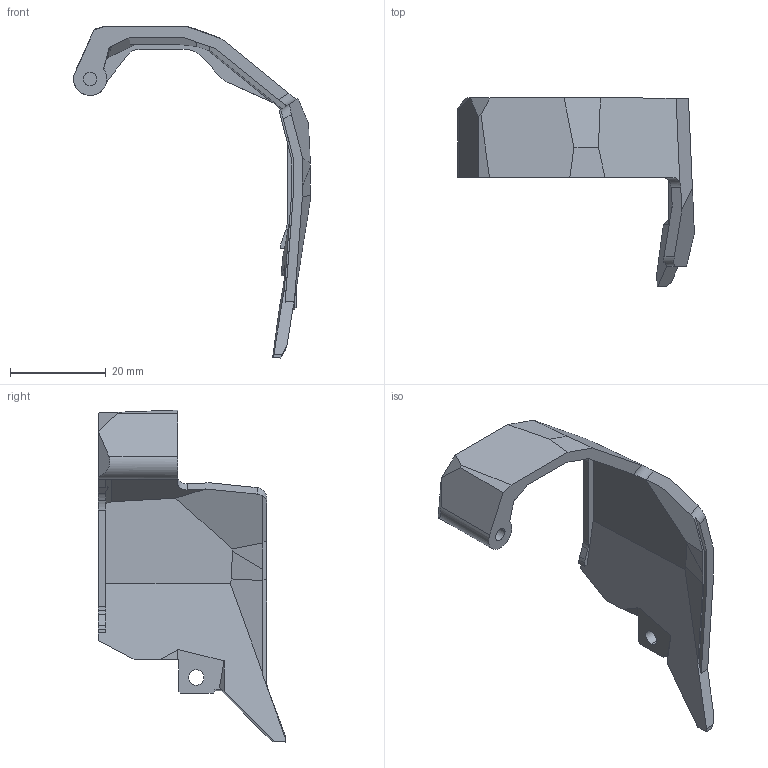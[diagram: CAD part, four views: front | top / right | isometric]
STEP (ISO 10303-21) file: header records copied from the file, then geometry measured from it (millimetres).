
FILE_DESCRIPTION (( 'STEP AP214' ), '1' );
FILE_NAME ('Voron_Stealthburner_3-Wheeler_Adapter_Cable_Cover_YaaJ.STEP', '2024-01-25T00:17:19', ( '' ), ( '' ), '', '', '' );
FILE_SCHEMA (( 'AUTOMOTIVE_DESIGN' ));
Length unit declared in the file: millimetre
Products named in the file (1): Voron_Stealthburner_3-Wheeler_Adapter_Cable_Cover_YaaJ
Bounding box: 49.47 x 39.2 x 69.38 mm (x, y, z)
Volume: 6619.8 mm3; surface area: 5905.3 mm2
Topology: 1 solids, 2 shells, 105 faces, 292 edges, 192 vertices
Faces by surface type: plane 77, cylinder 26, bspline 2
Entity records: 3559 total; most frequent: CARTESIAN_POINT 845, ORIENTED_EDGE 584, DIRECTION 522, EDGE_CURVE 292, VECTOR 232, LINE 232, VERTEX_POINT 192, AXIS2_PLACEMENT_3D 145
